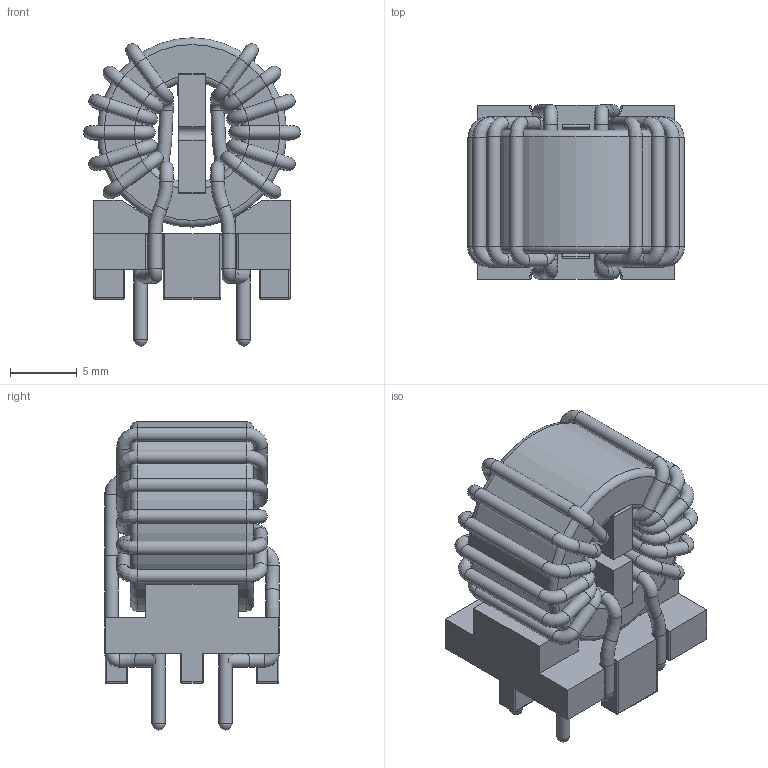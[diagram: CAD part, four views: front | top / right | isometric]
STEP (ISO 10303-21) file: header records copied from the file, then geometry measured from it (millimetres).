
FILE_DESCRIPTION(/* description */ ('Unknown'),/* implementation_level */ '2;1');
FILE_NAME(/* name */ '744842xxx_S',/* time_stamp */ '2016-03-14T15:03:04+01:00',/* author */ ('Unknown'),/* organization */ ('Unknown'),/* preprocessor_version */ 'ST-DEVELOPER v16.7',/* originating_system */ 'DEX',/* authorisation */ $);
FILE_SCHEMA (('AUTOMOTIVE_DESIGN {1 0 10303 214 3 1 1}'));
Length unit declared in the file: millimetre
Products named in the file (5): 744842xxx_S; base; core; Spacer; WECMBS
Assembly tree (4 placements, depth 3):
  744842xxx_S
    base
    core
    Spacer
      WECMBS
Bounding box: 16.19 x 13.05 x 23.05 mm (x, y, z)
Volume: 2167.2 mm3; surface area: 3180.7 mm2
Topology: 5 solids, 5 shells, 301 faces, 692 edges, 384 vertices
Faces by surface type: cylinder 123, plane 78, torus 56, bspline 24, sphere 20
Full cylindrical faces by diameter (mm): 1 x62, 7.55 x1, 14.15 x1
Entity records: 10912 total; most frequent: CARTESIAN_POINT 3801, DIRECTION 1340, ORIENTED_EDGE 1052, AXIS2_PLACEMENT_3D 540, EDGE_CURVE 526, EDGE_LOOP 446, FACE_BOUND 446, VERTEX_POINT 374
